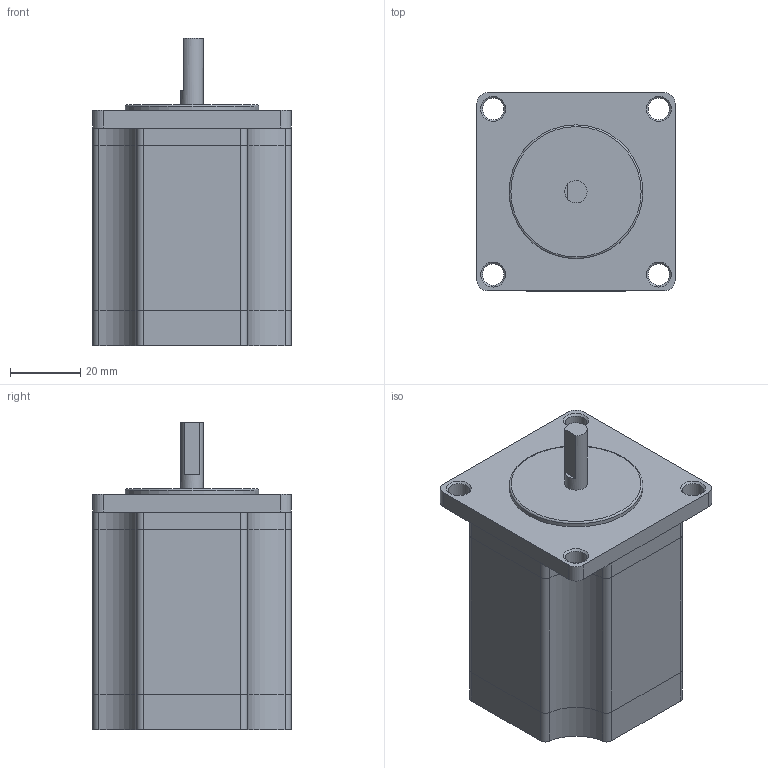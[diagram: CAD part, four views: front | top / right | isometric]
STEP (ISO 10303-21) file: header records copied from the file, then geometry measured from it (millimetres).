
FILE_DESCRIPTION(('FreeCAD Model'),'2;1');
FILE_NAME('Open CASCADE Shape Model','2025-11-28T00:40:26',('Author'),( ''),'Open CASCADE STEP processor 7.8','FreeCAD','Unknown');
FILE_SCHEMA(('AUTOMOTIVE_DESIGN { 1 0 10303 214 1 1 1 1 }'));
Length unit declared in the file: millimetre
Products named in the file (4): Nema23_Motor; Body; Body001; Body002
Assembly tree (3 placements, depth 2):
  Nema23_Motor
    Body
    Body001
    Body002
Bounding box: 56.4 x 56.4 x 87.6 mm (x, y, z)
Volume: 184086.3 mm3; surface area: 31128.7 mm2
Topology: 3 solids, 3 shells, 85 faces, 222 edges, 145 vertices
Faces by surface type: cylinder 46, plane 30, cone 8, torus 1
Full cylindrical faces by diameter (mm): 6.1 x4, 6.35 x1, 38.1 x1
Entity records: 2757 total; most frequent: DIRECTION 504, CARTESIAN_POINT 456, ORIENTED_EDGE 444, EDGE_CURVE 222, AXIS2_PLACEMENT_3D 193, VERTEX_POINT 145, LINE 118, VECTOR 118
